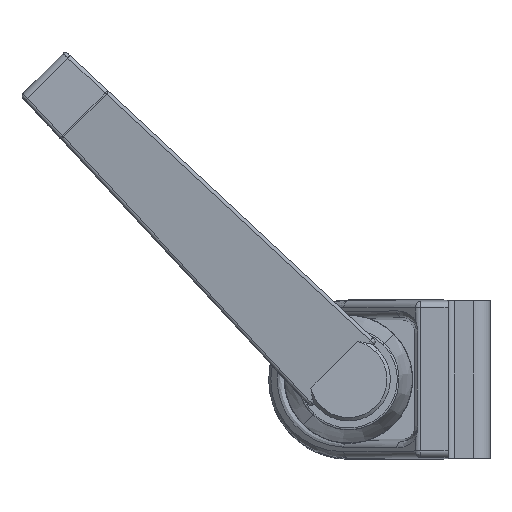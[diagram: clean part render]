
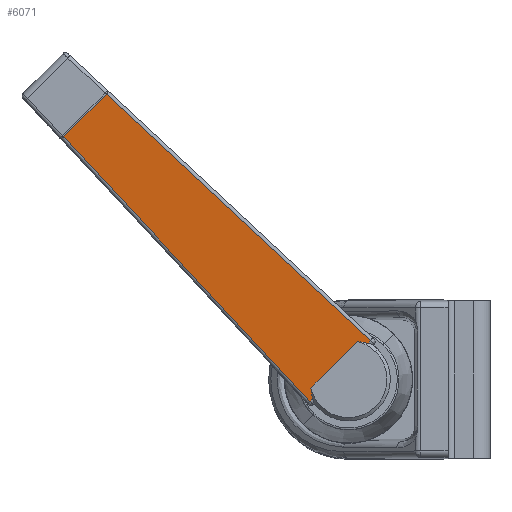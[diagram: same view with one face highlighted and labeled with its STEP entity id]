
A CAD part, top view. The second image highlights one B-rep face of the part: STEP entity #6071.
In plain terms, the highlighted face is planar.
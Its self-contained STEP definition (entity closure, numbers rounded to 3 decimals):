
#100 = ORIENTED_EDGE ( 'NONE', *, *, #2670, .T. ) ;
#301 = EDGE_CURVE ( 'NONE', #7502, #3928, #6119, .T. ) ;
#326 = VERTEX_POINT ( 'NONE', #3760 ) ;
#514 = VERTEX_POINT ( 'NONE', #5409 ) ;
#649 = ORIENTED_EDGE ( 'NONE', *, *, #2639, .T. ) ;
#662 = CARTESIAN_POINT ( 'NONE',  ( -1.762, 28.186, -5.854 ) ) ;
#668 = VECTOR ( 'NONE', #7473, 1000. ) ;
#775 = VECTOR ( 'NONE', #5796, 1000. ) ;
#790 = DIRECTION ( 'NONE',  ( 0.238, 0.971, 0. ) ) ;
#1203 = CARTESIAN_POINT ( 'NONE',  ( -3.044, 28.5, -4.937 ) ) ;
#1673 = VERTEX_POINT ( 'NONE', #8392 ) ;
#1862 = EDGE_CURVE ( 'NONE', #3253, #1673, #5081, .T. ) ;
#1917 = EDGE_CURVE ( 'NONE', #326, #514, #2795, .T. ) ;
#1994 = EDGE_CURVE ( 'NONE', #7502, #5662, #4537, .T. ) ;
#2316 = ORIENTED_EDGE ( 'NONE', *, *, #1917, .T. ) ;
#2319 = CARTESIAN_POINT ( 'NONE',  ( -1., 28., -4.75 ) ) ;
#2483 = CARTESIAN_POINT ( 'NONE',  ( -1.762, 28.186, -4.75 ) ) ;
#2639 = EDGE_CURVE ( 'NONE', #2646, #326, #6915, .T. ) ;
#2642 = DIRECTION ( 'NONE',  ( 0., 0., -1. ) ) ;
#2646 = VERTEX_POINT ( 'NONE', #4746 ) ;
#2670 = EDGE_CURVE ( 'NONE', #1673, #2646, #8164, .T. ) ;
#2795 = LINE ( 'NONE', #4972, #775 ) ;
#2881 = FACE_OUTER_BOUND ( 'NONE', #8201, .T. ) ;
#3052 = AXIS2_PLACEMENT_3D ( 'NONE', #2319, #790, #7093 ) ;
#3069 = ORIENTED_EDGE ( 'NONE', *, *, #3709, .F. ) ;
#3210 = CARTESIAN_POINT ( 'NONE',  ( -3.044, 28.5, -4.75 ) ) ;
#3253 = VERTEX_POINT ( 'NONE', #662 ) ;
#3638 = CARTESIAN_POINT ( 'NONE',  ( -1.762, 28.186, 5.854 ) ) ;
#3667 = CARTESIAN_POINT ( 'NONE',  ( -3.044, 28.5, 4.937 ) ) ;
#3709 = EDGE_CURVE ( 'NONE', #3253, #3928, #7105, .T. ) ;
#3760 = CARTESIAN_POINT ( 'NONE',  ( -56.082, 41.471, 4.557 ) ) ;
#3872 = VECTOR ( 'NONE', #6665, 1000. ) ;
#3875 = CARTESIAN_POINT ( 'NONE',  ( -2.654, 28.405, 5.289 ) ) ;
#3888 = CARTESIAN_POINT ( 'NONE',  ( -2.225, 28.3, 5.597 ) ) ;
#3928 = VERTEX_POINT ( 'NONE', #1203 ) ;
#4537 =( BOUNDED_CURVE ( )  B_SPLINE_CURVE ( 3, ( #3667, #3875, #3888, #3638 ),
 .UNSPECIFIED., .F., .T. ) 
 B_SPLINE_CURVE_WITH_KNOTS ( ( 4, 4 ),
 ( 3.962, 4.191 ),
 .UNSPECIFIED. ) 
 CURVE ( )  GEOMETRIC_REPRESENTATION_ITEM ( )  RATIONAL_B_SPLINE_CURVE ( ( 1., 0.996, 0.996, 1. ) ) 
 REPRESENTATION_ITEM ( '' )  );
#4727 = DIRECTION ( 'NONE',  ( -0.971, 0.237, 0.034 ) ) ;
#4734 = DIRECTION ( 'NONE',  ( 0., 0., 1. ) ) ;
#4740 = CARTESIAN_POINT ( 'NONE',  ( -56.082, 41.471, -4.75 ) ) ;
#4746 = CARTESIAN_POINT ( 'NONE',  ( -56.082, 41.471, -4.557 ) ) ;
#4793 = ORIENTED_EDGE ( 'NONE', *, *, #7207, .T. ) ;
#4879 = CARTESIAN_POINT ( 'NONE',  ( -1.762, 28.186, -6.454 ) ) ;
#4972 = CARTESIAN_POINT ( 'NONE',  ( -56.082, 41.471, 4.557 ) ) ;
#5081 = LINE ( 'NONE', #6770, #3872 ) ;
#5409 = CARTESIAN_POINT ( 'NONE',  ( -1.762, 28.186, 6.454 ) ) ;
#5662 = VERTEX_POINT ( 'NONE', #7843 ) ;
#5796 = DIRECTION ( 'NONE',  ( 0.971, -0.237, 0.034 ) ) ;
#5803 = CARTESIAN_POINT ( 'NONE',  ( -3.044, 28.5, 4.937 ) ) ;
#6045 = ORIENTED_EDGE ( 'NONE', *, *, #1994, .F. ) ;
#6071 = ADVANCED_FACE ( 'NONE', ( #2881 ), #6953, .T. ) ;
#6119 = LINE ( 'NONE', #3210, #668 ) ;
#6551 = ORIENTED_EDGE ( 'NONE', *, *, #1862, .T. ) ;
#6665 = DIRECTION ( 'NONE',  ( 0., 0., -1. ) ) ;
#6716 = VECTOR ( 'NONE', #4727, 1000. ) ;
#6770 = CARTESIAN_POINT ( 'NONE',  ( -1.762, 28.186, -4.75 ) ) ;
#6831 = VECTOR ( 'NONE', #4734, 1000. ) ;
#6910 = CARTESIAN_POINT ( 'NONE',  ( -3.044, 28.5, -4.937 ) ) ;
#6915 = LINE ( 'NONE', #4740, #6831 ) ;
#6930 = CARTESIAN_POINT ( 'NONE',  ( -2.654, 28.405, -5.289 ) ) ;
#6953 = PLANE ( 'NONE',  #3052 ) ;
#7093 = DIRECTION ( 'NONE',  ( -0.971, 0.238, 0. ) ) ;
#7105 =( BOUNDED_CURVE ( )  B_SPLINE_CURVE ( 3, ( #8395, #8146, #6930, #6910 ),
 .UNSPECIFIED., .F., .F. ) 
 B_SPLINE_CURVE_WITH_KNOTS ( ( 4, 4 ),
 ( 2.092, 2.321 ),
 .UNSPECIFIED. ) 
 CURVE ( )  GEOMETRIC_REPRESENTATION_ITEM ( )  RATIONAL_B_SPLINE_CURVE ( ( 1., 0.996, 0.996, 1. ) ) 
 REPRESENTATION_ITEM ( '' )  );
#7207 = EDGE_CURVE ( 'NONE', #514, #5662, #8403, .T. ) ;
#7473 = DIRECTION ( 'NONE',  ( 0., 0., -1. ) ) ;
#7502 = VERTEX_POINT ( 'NONE', #5803 ) ;
#7615 = ORIENTED_EDGE ( 'NONE', *, *, #301, .T. ) ;
#7843 = CARTESIAN_POINT ( 'NONE',  ( -1.762, 28.186, 5.854 ) ) ;
#8146 = CARTESIAN_POINT ( 'NONE',  ( -2.225, 28.3, -5.597 ) ) ;
#8164 = LINE ( 'NONE', #4879, #6716 ) ;
#8201 = EDGE_LOOP ( 'NONE', ( #649, #2316, #4793, #6045, #7615, #3069, #6551, #100 ) ) ;
#8224 = VECTOR ( 'NONE', #2642, 1000. ) ;
#8392 = CARTESIAN_POINT ( 'NONE',  ( -1.762, 28.186, -6.454 ) ) ;
#8395 = CARTESIAN_POINT ( 'NONE',  ( -1.762, 28.186, -5.854 ) ) ;
#8403 = LINE ( 'NONE', #2483, #8224 ) ;
